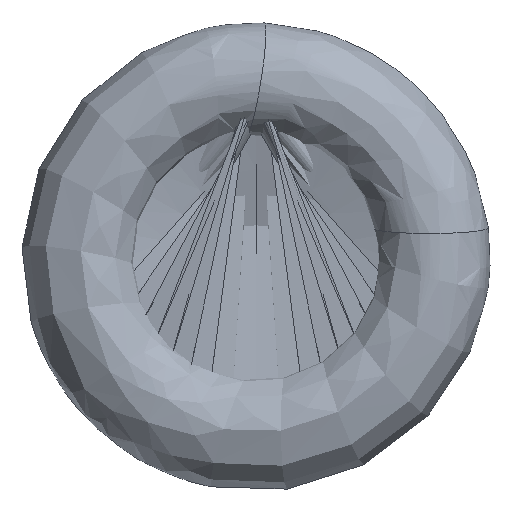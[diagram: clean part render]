
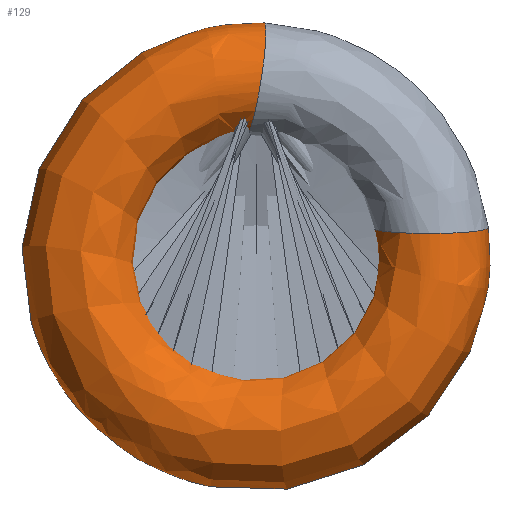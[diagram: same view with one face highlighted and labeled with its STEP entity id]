
A CAD part, left-side view. The second image highlights one B-rep face of the part: STEP entity #129.
In plain terms, the highlighted free-form (B-spline) face has degree [3, 3] with [7, 7] control points.
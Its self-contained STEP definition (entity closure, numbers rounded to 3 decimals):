
#129=ADVANCED_FACE('',(#142,#143),#140,.F.);
#140=(
BOUNDED_SURFACE()
B_SPLINE_SURFACE(3,3,((#296,#297,#298,#299,#300,#301,#302),(#303,#304,#305,
#306,#307,#308,#309),(#310,#311,#312,#313,#314,#315,#316),(#317,#318,#319,
#320,#321,#322,#323),(#324,#325,#326,#327,#328,#329,#330),(#331,#332,#333,
#334,#335,#336,#337),(#338,#339,#340,#341,#342,#343,#344)),
 .UNSPECIFIED.,.T.,.F.,.F.)
B_SPLINE_SURFACE_WITH_KNOTS((1,3,3,3,1),(4,3,4),(-0.5,0.,0.5,1.,1.5),(0.,
0.5,1.),.UNSPECIFIED.)
GEOMETRIC_REPRESENTATION_ITEM()
RATIONAL_B_SPLINE_SURFACE(((1.,0.563,0.563,1.,0.563,
0.563,1.),(0.333,0.188,0.188,
0.333,0.188,0.188,0.333),
(0.333,0.188,0.188,0.333,
0.188,0.188,0.333),(1.,0.563,
0.563,1.,0.563,0.563,1.),(0.333,
0.188,0.188,0.333,0.188,
0.188,0.333),(0.333,0.188,
0.188,0.333,0.188,0.188,
0.333),(1.,0.563,0.563,1.,0.563,
0.563,1.)))
REPRESENTATION_ITEM('')
SURFACE()
);
#142=FACE_BOUND('',#162,.T.);
#143=FACE_BOUND('',#163,.T.);
#162=EDGE_LOOP('',(#182));
#163=EDGE_LOOP('',(#183));
#182=ORIENTED_EDGE('',*,*,#213,.T.);
#183=ORIENTED_EDGE('',*,*,#214,.F.);
#202=VERTEX_POINT('',#293);
#203=VERTEX_POINT('',#295);
#213=EDGE_CURVE('',#202,#202,#223,.T.);
#214=EDGE_CURVE('',#203,#203,#224,.T.);
#223=CIRCLE('',#234,5.);
#224=CIRCLE('',#235,5.);
#234=AXIS2_PLACEMENT_3D('',#292,#254,#255);
#235=AXIS2_PLACEMENT_3D('',#294,#256,#257);
#254=DIRECTION('',(-0.105,0.982,0.16));
#255=DIRECTION('',(0.995,0.103,0.017));
#256=DIRECTION('',(-0.105,0.,0.995));
#257=DIRECTION('',(0.995,0.,0.105));
#292=CARTESIAN_POINT('',(4.973,0.106,15.052));
#293=CARTESIAN_POINT('',(9.945,0.622,15.136));
#294=CARTESIAN_POINT('',(4.973,-14.84,2.523));
#295=CARTESIAN_POINT('',(9.945,-14.84,3.045));
#296=CARTESIAN_POINT('',(9.945,-14.84,3.045));
#297=CARTESIAN_POINT('',(9.945,-18.222,-13.435));
#298=CARTESIAN_POINT('',(9.945,-3.921,-22.297));
#299=CARTESIAN_POINT('',(9.945,9.332,-11.933));
#300=CARTESIAN_POINT('',(9.945,22.585,-1.57));
#301=CARTESIAN_POINT('',(9.945,17.431,14.446));
#302=CARTESIAN_POINT('',(9.945,0.622,15.136));
#303=CARTESIAN_POINT('',(9.945,-4.84,3.045));
#304=CARTESIAN_POINT('',(9.945,-8.222,-2.329));
#305=CARTESIAN_POINT('',(9.945,-4.344,-7.359));
#306=CARTESIAN_POINT('',(9.945,1.714,-5.455));
#307=CARTESIAN_POINT('',(9.945,7.772,-3.552));
#308=CARTESIAN_POINT('',(9.945,8.076,2.791));
#309=CARTESIAN_POINT('',(9.945,2.228,5.266));
#310=CARTESIAN_POINT('',(0.,-4.84,2.));
#311=CARTESIAN_POINT('',(0.,-7.061,-3.375));
#312=CARTESIAN_POINT('',(0.,-2.783,-7.314));
#313=CARTESIAN_POINT('',(0.,2.391,-4.659));
#314=CARTESIAN_POINT('',(0.,7.565,-2.003));
#315=CARTESIAN_POINT('',(0.,6.858,3.769));
#316=CARTESIAN_POINT('',(0.,1.197,5.098));
#317=CARTESIAN_POINT('',(0.,-14.84,2.));
#318=CARTESIAN_POINT('',(0.,-17.061,-14.48));
#319=CARTESIAN_POINT('',(0.,-2.359,-22.253));
#320=CARTESIAN_POINT('',(0.,10.009,-11.137));
#321=CARTESIAN_POINT('',(0.,22.378,-0.021));
#322=CARTESIAN_POINT('',(0.,16.213,15.423));
#323=CARTESIAN_POINT('',(0.,-0.41,14.968));
#324=CARTESIAN_POINT('',(0.,-24.84,2.));
#325=CARTESIAN_POINT('',(0.,-27.061,-25.586));
#326=CARTESIAN_POINT('',(0.,-1.936,-37.191));
#327=CARTESIAN_POINT('',(0.,17.627,-17.615));
#328=CARTESIAN_POINT('',(0.,37.19,1.961));
#329=CARTESIAN_POINT('',(0.,25.568,27.078));
#330=CARTESIAN_POINT('',(0.,-2.016,24.838));
#331=CARTESIAN_POINT('',(9.945,-24.84,3.045));
#332=CARTESIAN_POINT('',(9.945,-28.222,-24.541));
#333=CARTESIAN_POINT('',(9.945,-3.498,-37.235));
#334=CARTESIAN_POINT('',(9.945,16.95,-18.412));
#335=CARTESIAN_POINT('',(9.945,37.397,0.412));
#336=CARTESIAN_POINT('',(9.945,26.786,26.1));
#337=CARTESIAN_POINT('',(9.945,-0.985,25.006));
#338=CARTESIAN_POINT('',(9.945,-14.84,3.045));
#339=CARTESIAN_POINT('',(9.945,-18.222,-13.435));
#340=CARTESIAN_POINT('',(9.945,-3.921,-22.297));
#341=CARTESIAN_POINT('',(9.945,9.332,-11.933));
#342=CARTESIAN_POINT('',(9.945,22.585,-1.57));
#343=CARTESIAN_POINT('',(9.945,17.431,14.446));
#344=CARTESIAN_POINT('',(9.945,0.622,15.136));
